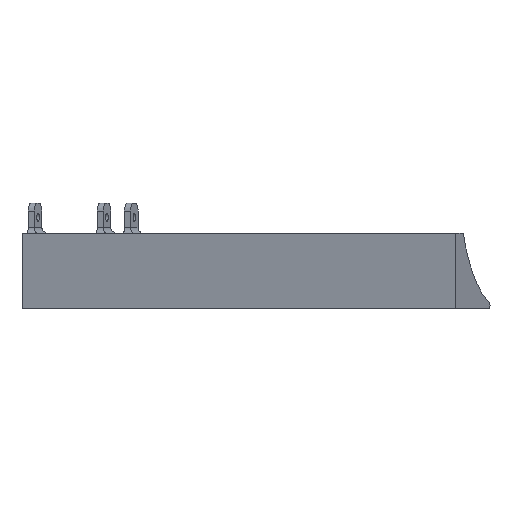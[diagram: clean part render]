
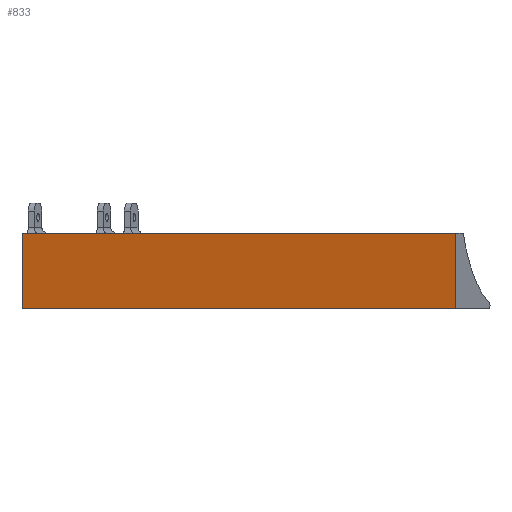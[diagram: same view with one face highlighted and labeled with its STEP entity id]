
A CAD part, front view. The second image highlights one B-rep face of the part: STEP entity #833.
In plain terms, the highlighted planar face has unit normal (-0.309, -0.951, 0).
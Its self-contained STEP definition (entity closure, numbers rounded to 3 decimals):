
#113=LINE('',#1636,#184);
#120=LINE('',#1675,#191);
#124=LINE('',#1691,#195);
#182=LINE('',#1870,#253);
#184=VECTOR('',#947,10.);
#191=VECTOR('',#964,10.);
#195=VECTOR('',#978,10.);
#253=VECTOR('',#1170,10.);
#272=PLANE('',#935);
#314=FACE_OUTER_BOUND('',#364,.T.);
#364=EDGE_LOOP('',(#787,#788,#789,#790));
#376=VERTEX_POINT('',#1633);
#377=VERTEX_POINT('',#1635);
#384=VERTEX_POINT('',#1674);
#391=VERTEX_POINT('',#1690);
#452=EDGE_CURVE('',#377,#376,#113,.T.);
#462=EDGE_CURVE('',#384,#377,#120,.T.);
#470=EDGE_CURVE('',#391,#384,#124,.T.);
#560=EDGE_CURVE('',#376,#391,#182,.T.);
#787=ORIENTED_EDGE('',*,*,#462,.T.);
#788=ORIENTED_EDGE('',*,*,#452,.T.);
#789=ORIENTED_EDGE('',*,*,#560,.T.);
#790=ORIENTED_EDGE('',*,*,#470,.T.);
#833=ADVANCED_FACE('',(#314),#272,.T.);
#935=AXIS2_PLACEMENT_3D('',#1871,#1171,#1172);
#947=DIRECTION('',(0.,0.,1.));
#964=DIRECTION('',(0.951,-0.309,0.));
#978=DIRECTION('',(0.,0.,-1.));
#1170=DIRECTION('',(-0.951,0.309,0.));
#1171=DIRECTION('center_axis',(-0.309,-0.951,0.));
#1172=DIRECTION('ref_axis',(-0.951,0.309,0.));
#1633=CARTESIAN_POINT('',(167.33,-7.713,293.));
#1635=CARTESIAN_POINT('',(167.33,-7.713,255.5));
#1636=CARTESIAN_POINT('',(167.33,-7.713,121.));
#1674=CARTESIAN_POINT('',(-48.283,62.272,255.5));
#1675=CARTESIAN_POINT('',(125.834,5.756,255.5));
#1690=CARTESIAN_POINT('',(-48.283,62.272,293.));
#1691=CARTESIAN_POINT('',(-48.283,62.272,385.));
#1870=CARTESIAN_POINT('',(18.028,40.748,293.));
#1871=CARTESIAN_POINT('Origin',(84.339,19.224,385.));
